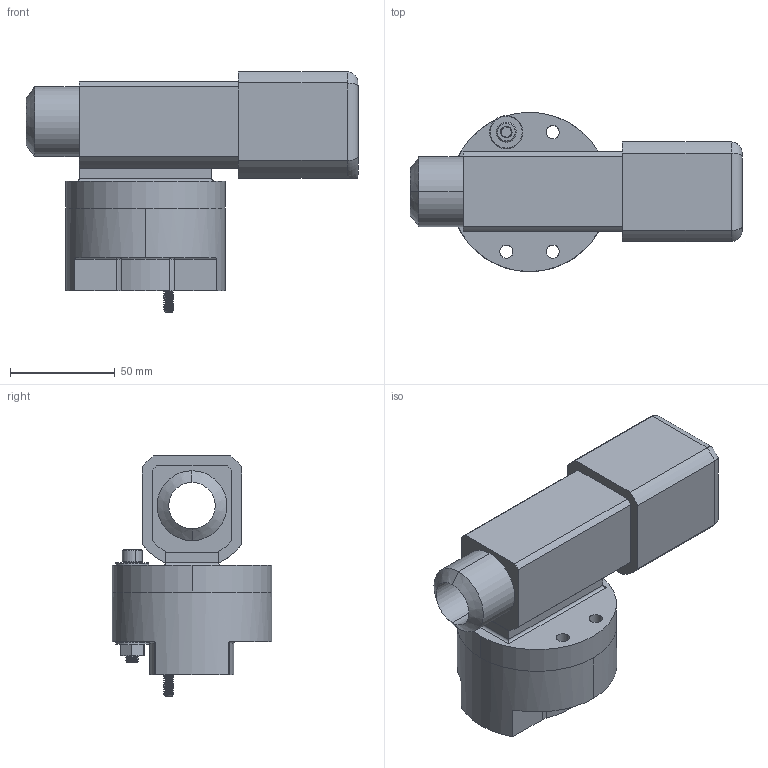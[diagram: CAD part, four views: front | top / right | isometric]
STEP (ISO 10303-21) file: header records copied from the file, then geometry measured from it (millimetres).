
FILE_DESCRIPTION (( 'STEP AP203' ), '1' );
FILE_NAME ('nozzle.STEP', '2023-06-08T21:08:43', ( '' ), ( '' ), 'SwSTEP 2.0', 'SolidWorks 2022', '' );
FILE_SCHEMA (( 'CONFIG_CONTROL_DESIGN' ));
Length unit declared in the file: inch
Products named in the file (10): nozzleCap; 90044A424_Black-Oxide Alloy Steel Socket Head Screw_90044A424; 95462A029_Medium-Strength Steel Hex Nut_95462A029; nozzle_mod; end_effector_attachment_002; 90107A029_316 Stainless Steel Washer_90107A029; 92141A011_18-8 Stainless Steel Washer_92141A011; nozzle; end_effector_attachment_001; 91251A249_Black-Oxide Alloy Steel Socket Head Screw_91251A249
Assembly tree (10 placements, depth 2):
  nozzle
    nozzle_mod
    end_effector_attachment_001
    end_effector_attachment_002
    90044A424_Black-Oxide Alloy Steel Socket Head Screw_90044A424
    95462A029_Medium-Strength Steel Hex Nut_95462A029
    91251A249_Black-Oxide Alloy Steel Socket Head Screw_91251A249
    92141A011_18-8 Stainless Steel Washer_92141A011
    90107A029_316 Stainless Steel Washer_90107A029  x2
    nozzleCap
Bounding box: 158.75 x 76.2 x 114.87 mm (x, y, z)
Volume: 410858.4 mm3; surface area: 96419.6 mm2
Topology: 10 solids, 10 shells, 708 faces, 1795 edges, 1171 vertices
Faces by surface type: plane 275, cylinder 257, cone 143, torus 24, bspline 9
Entity records: 30165 total; most frequent: CARTESIAN_POINT 12353, ORIENTED_EDGE 3550, DIRECTION 3459, EDGE_CURVE 1775, AXIS2_PLACEMENT_3D 1272, VERTEX_POINT 1159, VECTOR 915, LINE 915
